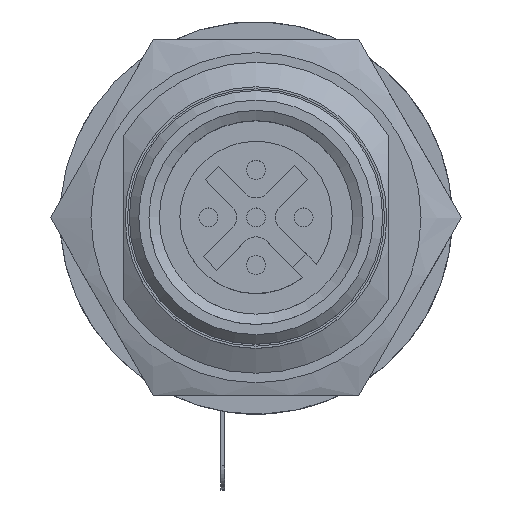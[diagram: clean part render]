
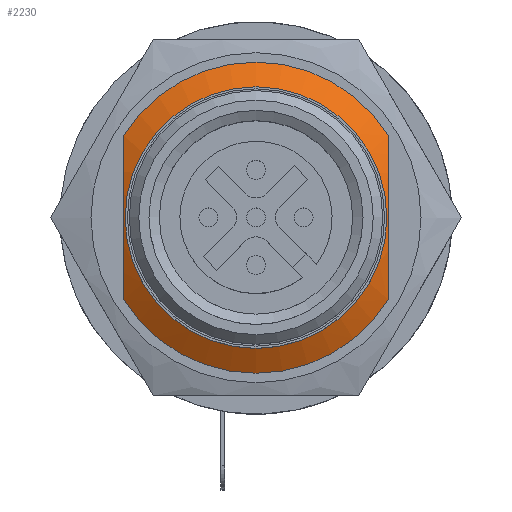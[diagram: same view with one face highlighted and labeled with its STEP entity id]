
A CAD part, top view. The second image highlights one B-rep face of the part: STEP entity #2230.
In plain terms, the highlighted conical face has half-angle 60 degrees and reference radius 8.305 mm.
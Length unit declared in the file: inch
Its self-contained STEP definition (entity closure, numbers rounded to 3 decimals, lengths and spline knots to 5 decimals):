
#19 = CARTESIAN_POINT ( 'NONE',  ( 0.278, -0.07265, 0.53307 ) ) ;
#28 = ORIENTED_EDGE ( 'NONE', *, *, #4180, .T. ) ;
#57 = DIRECTION ( 'NONE',  ( -1., 0., 0. ) ) ;
#58 = CARTESIAN_POINT ( 'NONE',  ( -0.278, 0.0588, 0.53547 ) ) ;
#182 = AXIS2_PLACEMENT_3D ( 'NONE', #3929, #1559, #4339 ) ;
#233 = DIRECTION ( 'NONE',  ( 0., 0., -1. ) ) ;
#410 = CARTESIAN_POINT ( 'NONE',  ( 0.278, -0.02909, 0.53761 ) ) ;
#446 = CARTESIAN_POINT ( 'NONE',  ( -0.278, -0.01437, 0.53828 ) ) ;
#630 = VERTEX_POINT ( 'NONE', #4178 ) ;
#713 = ORIENTED_EDGE ( 'NONE', *, *, #1793, .T. ) ;
#784 = CARTESIAN_POINT ( 'NONE',  ( 0.278, -0.11571, 0.52564 ) ) ;
#795 = CARTESIAN_POINT ( 'NONE',  ( 0.278, 0.02983, 0.53825 ) ) ;
#834 = CARTESIAN_POINT ( 'NONE',  ( -0.278, -0.05821, 0.535 ) ) ;
#1090 = DIRECTION ( 'NONE',  ( 0., 0., -1. ) ) ;
#1177 = CARTESIAN_POINT ( 'NONE',  ( 0.278, 0.11596, 0.52558 ) ) ;
#1209 = AXIS2_PLACEMENT_3D ( 'NONE', #4804, #2414, #57 ) ;
#1214 = CARTESIAN_POINT ( 'NONE',  ( -0.278, -0.11571, 0.52564 ) ) ;
#1344 = AXIS2_PLACEMENT_3D ( 'NONE', #3468, #1090, #3877 ) ;
#1520 = CARTESIAN_POINT ( 'NONE',  ( 0.278, -0.1721, 0.51 ) ) ;
#1559 = DIRECTION ( 'NONE',  ( 0., 0., -1. ) ) ;
#1594 = CARTESIAN_POINT ( 'NONE',  ( 0.278, 0.1721, 0.51 ) ) ;
#1632 = CARTESIAN_POINT ( 'NONE',  ( -0.278, -0.1721, 0.51 ) ) ;
#1687 = B_SPLINE_CURVE_WITH_KNOTS ( 'NONE', 3,
 ( #2374, #1975, #784, #19, #2780, #410, #3160, #795, #3562, #1177, #3958, #1594 ),
 .UNSPECIFIED., .F., .F.,
 ( 4, 2, 2, 2, 2, 4 ),
 ( 0.00935, 0.01157, 0.01269, 0.0138, 0.01602, 0.01825 ),
 .UNSPECIFIED. ) ;
#1756 = EDGE_CURVE ( 'NONE', #2446, #2778, #1687, .T. ) ;
#1775 = VERTEX_POINT ( 'NONE', #4919 ) ;
#1793 = EDGE_CURVE ( 'NONE', #2960, #2960, #2045, .T. ) ;
#1964 = EDGE_CURVE ( 'NONE', #2446, #1775, #2967, .T. ) ;
#1975 = CARTESIAN_POINT ( 'NONE',  ( 0.278, -0.14403, 0.51853 ) ) ;
#2045 = CIRCLE ( 'NONE', #182, 0.275 ) ;
#2198 = CARTESIAN_POINT ( 'NONE',  ( 0., 0., 0.51 ) ) ;
#2230 = ADVANCED_FACE ( 'NONE', ( #2848, #2722 ), #3644, .T. ) ;
#2374 = CARTESIAN_POINT ( 'NONE',  ( 0.278, -0.1721, 0.51 ) ) ;
#2414 = DIRECTION ( 'NONE',  ( 0., 0., -1. ) ) ;
#2415 = CARTESIAN_POINT ( 'NONE',  ( -0.278, 0.11596, 0.52558 ) ) ;
#2446 = VERTEX_POINT ( 'NONE', #1520 ) ;
#2576 = B_SPLINE_CURVE_WITH_KNOTS ( 'NONE', 3,
 ( #3567, #4393, #2415, #58, #2819, #446, #3196, #834, #3606, #1214, #4004, #1632 ),
 .UNSPECIFIED., .F., .F.,
 ( 4, 2, 2, 2, 2, 4 ),
 ( 0.02388, 0.0261, 0.02831, 0.02941, 0.03052, 0.03273 ),
 .UNSPECIFIED. ) ;
#2722 = FACE_OUTER_BOUND ( 'NONE', #4620, .T. ) ;
#2778 = VERTEX_POINT ( 'NONE', #4829 ) ;
#2780 = CARTESIAN_POINT ( 'NONE',  ( 0.278, -0.05821, 0.535 ) ) ;
#2819 = CARTESIAN_POINT ( 'NONE',  ( -0.278, 0.02983, 0.53825 ) ) ;
#2834 = CIRCLE ( 'NONE', #1344, 0.32696 ) ;
#2848 = FACE_BOUND ( 'NONE', #5122, .T. ) ;
#2960 = VERTEX_POINT ( 'NONE', #3355 ) ;
#2967 = CIRCLE ( 'NONE', #1209, 0.32696 ) ;
#3037 = ORIENTED_EDGE ( 'NONE', *, *, #1964, .F. ) ;
#3064 = ORIENTED_EDGE ( 'NONE', *, *, #3075, .F. ) ;
#3075 = EDGE_CURVE ( 'NONE', #630, #2778, #2834, .T. ) ;
#3160 = CARTESIAN_POINT ( 'NONE',  ( 0.278, -0.01437, 0.53828 ) ) ;
#3196 = CARTESIAN_POINT ( 'NONE',  ( -0.278, -0.02909, 0.53761 ) ) ;
#3355 = CARTESIAN_POINT ( 'NONE',  ( -0.275, 0., 0.54 ) ) ;
#3468 = CARTESIAN_POINT ( 'NONE',  ( 0., 0., 0.51 ) ) ;
#3562 = CARTESIAN_POINT ( 'NONE',  ( 0.278, 0.0588, 0.53547 ) ) ;
#3567 = CARTESIAN_POINT ( 'NONE',  ( -0.278, 0.1721, 0.51 ) ) ;
#3606 = CARTESIAN_POINT ( 'NONE',  ( -0.278, -0.07265, 0.53307 ) ) ;
#3644 = CONICAL_SURFACE ( 'NONE', #4315, 0.32696, 1.047 ) ;
#3877 = DIRECTION ( 'NONE',  ( -1., 0., 0. ) ) ;
#3929 = CARTESIAN_POINT ( 'NONE',  ( 0., 0., 0.54 ) ) ;
#3958 = CARTESIAN_POINT ( 'NONE',  ( 0.278, 0.14416, 0.51849 ) ) ;
#4004 = CARTESIAN_POINT ( 'NONE',  ( -0.278, -0.14403, 0.51853 ) ) ;
#4178 = CARTESIAN_POINT ( 'NONE',  ( -0.278, 0.1721, 0.51 ) ) ;
#4180 = EDGE_CURVE ( 'NONE', #630, #1775, #2576, .T. ) ;
#4315 = AXIS2_PLACEMENT_3D ( 'NONE', #2198, #233, #4578 ) ;
#4339 = DIRECTION ( 'NONE',  ( -1., 0., 0. ) ) ;
#4393 = CARTESIAN_POINT ( 'NONE',  ( -0.278, 0.14416, 0.51849 ) ) ;
#4578 = DIRECTION ( 'NONE',  ( -1., 0., 0. ) ) ;
#4620 = EDGE_LOOP ( 'NONE', ( #3064, #28, #3037, #5108 ) ) ;
#4804 = CARTESIAN_POINT ( 'NONE',  ( 0., 0., 0.51 ) ) ;
#4829 = CARTESIAN_POINT ( 'NONE',  ( 0.278, 0.1721, 0.51 ) ) ;
#4919 = CARTESIAN_POINT ( 'NONE',  ( -0.278, -0.1721, 0.51 ) ) ;
#5108 = ORIENTED_EDGE ( 'NONE', *, *, #1756, .T. ) ;
#5122 = EDGE_LOOP ( 'NONE', ( #713 ) ) ;
